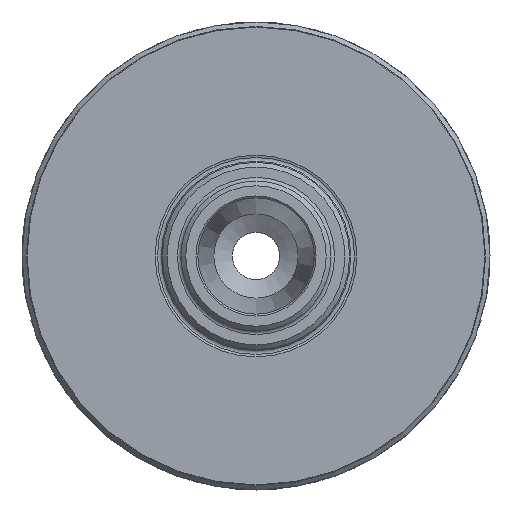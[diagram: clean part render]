
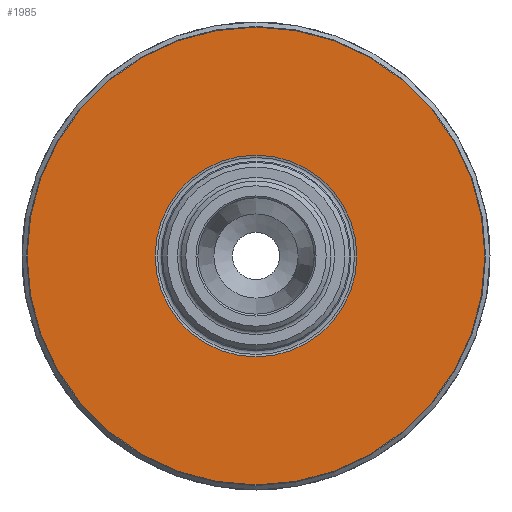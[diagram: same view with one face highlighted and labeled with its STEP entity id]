
A CAD part, left-side view. The second image highlights one B-rep face of the part: STEP entity #1985.
In plain terms, the highlighted face is planar.
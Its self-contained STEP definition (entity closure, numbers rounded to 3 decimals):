
#250=PLANE('',#2154);
#585=ORIENTED_EDGE('',*,*,#769,.T.);
#586=ORIENTED_EDGE('',*,*,#622,.F.);
#622=EDGE_CURVE('',#796,#796,#922,.F.);
#769=EDGE_CURVE('',#895,#895,#967,.F.);
#796=VERTEX_POINT('',#2623);
#895=VERTEX_POINT('',#3161);
#922=CIRCLE('',#2042,21.557);
#967=CIRCLE('',#2153,48.917);
#1091=EDGE_LOOP('',(#585));
#1092=EDGE_LOOP('',(#586));
#1225=FACE_BOUND('',#1091,.T.);
#1226=FACE_BOUND('',#1092,.T.);
#1985=ADVANCED_FACE('',(#1225,#1226),#250,.F.);
#2042=AXIS2_PLACEMENT_3D('',#2622,#2253,#2254);
#2153=AXIS2_PLACEMENT_3D('',#3160,#2531,#2532);
#2154=AXIS2_PLACEMENT_3D('',#3162,#2533,#2534);
#2253=DIRECTION('',(0.,0.,1.));
#2254=DIRECTION('',(1.,0.,0.));
#2531=DIRECTION('',(0.,0.,1.));
#2532=DIRECTION('',(1.,0.,0.));
#2533=DIRECTION('',(0.,0.,1.));
#2534=DIRECTION('',(1.,0.,0.));
#2622=CARTESIAN_POINT('',(0.,0.,-38.));
#2623=CARTESIAN_POINT('',(21.557,0.,-38.));
#3160=CARTESIAN_POINT('',(0.,0.,-38.));
#3161=CARTESIAN_POINT('',(48.917,0.,-38.));
#3162=CARTESIAN_POINT('',(49.,0.,-38.));
